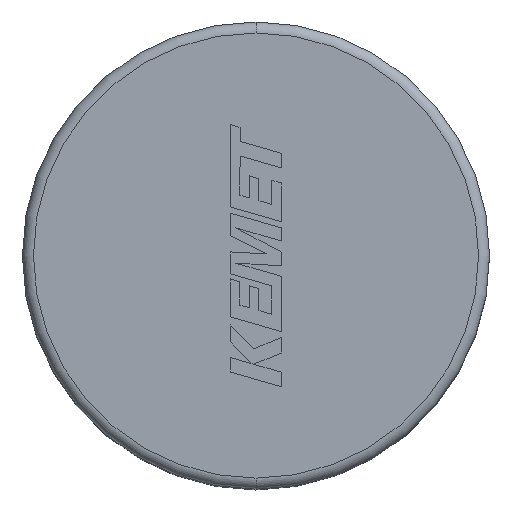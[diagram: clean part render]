
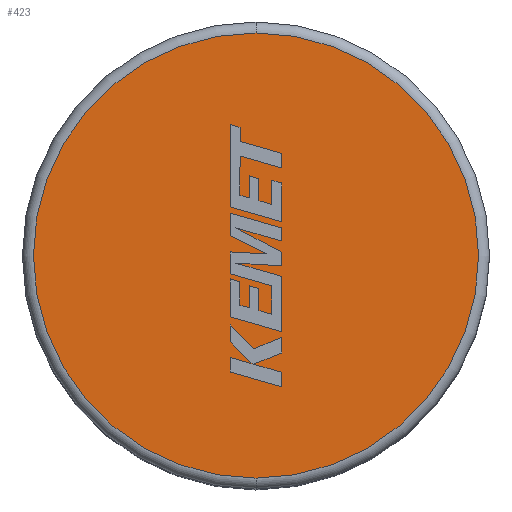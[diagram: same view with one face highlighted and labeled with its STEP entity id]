
A CAD part, top view. The second image highlights one B-rep face of the part: STEP entity #423.
In plain terms, the highlighted planar face has unit normal (0, 0, 1).
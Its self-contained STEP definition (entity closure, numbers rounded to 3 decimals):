
#89 = EDGE_CURVE('',#90,#92,#94,.T.);
#90 = VERTEX_POINT('',#91);
#91 = CARTESIAN_POINT('',(0.1,4.05,9.));
#92 = VERTEX_POINT('',#93);
#93 = CARTESIAN_POINT('',(0.1,-4.05,9.));
#94 = CIRCLE('',#95,4.05);
#95 = AXIS2_PLACEMENT_3D('',#96,#97,#98);
#96 = CARTESIAN_POINT('',(0.1,0.,9.));
#97 = DIRECTION('',(0.,0.,1.));
#98 = DIRECTION('',(0.,-1.,0.));
#423 = ADVANCED_FACE('',(#424),#434,.F.);
#424 = FACE_BOUND('',#425,.T.);
#425 = EDGE_LOOP('',(#426,#433));
#426 = ORIENTED_EDGE('',*,*,#427,.T.);
#427 = EDGE_CURVE('',#92,#90,#428,.T.);
#428 = CIRCLE('',#429,4.05);
#429 = AXIS2_PLACEMENT_3D('',#430,#431,#432);
#430 = CARTESIAN_POINT('',(0.1,0.,9.));
#431 = DIRECTION('',(0.,0.,1.));
#432 = DIRECTION('',(0.,-1.,0.));
#433 = ORIENTED_EDGE('',*,*,#89,.T.);
#434 = PLANE('',#435);
#435 = AXIS2_PLACEMENT_3D('',#436,#437,#438);
#436 = CARTESIAN_POINT('',(0.1,0.,9.));
#437 = DIRECTION('',(0.,0.,-1.));
#438 = DIRECTION('',(0.,-1.,0.));
